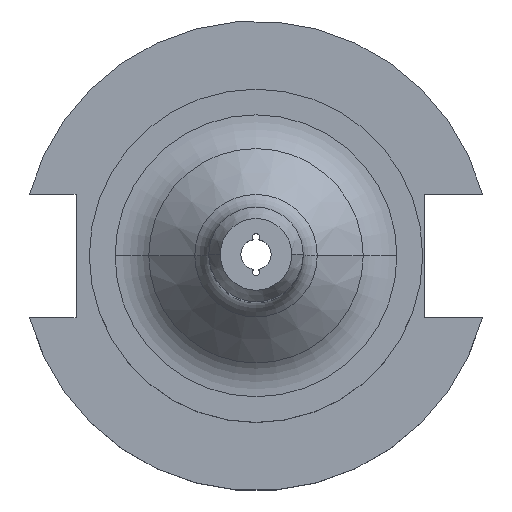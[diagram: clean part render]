
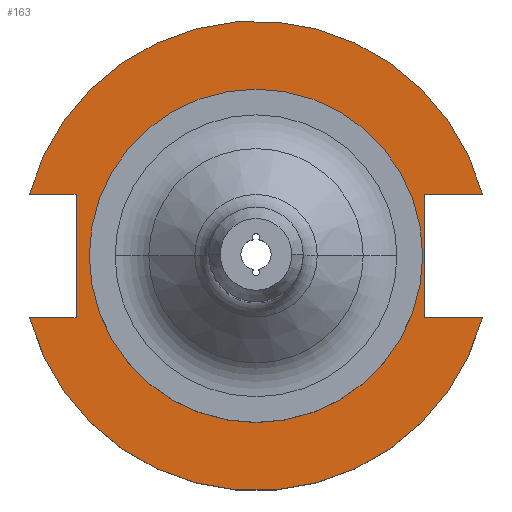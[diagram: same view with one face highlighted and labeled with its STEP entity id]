
A CAD part, top view. The second image highlights one B-rep face of the part: STEP entity #163.
In plain terms, the highlighted planar face has unit normal (0, 0, 1).
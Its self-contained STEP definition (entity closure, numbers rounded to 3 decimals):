
#10 = DIRECTION ( 'NONE',  ( 0., 0., 1. ) ) ;
#17 = VERTEX_POINT ( 'NONE', #1017 ) ;
#50 = DIRECTION ( 'NONE',  ( 1., 0., 0. ) ) ;
#73 = CARTESIAN_POINT ( 'NONE',  ( 47.477, -12.954, 19.05 ) ) ;
#83 = LINE ( 'NONE', #778, #846 ) ;
#162 = EDGE_CURVE ( 'NONE', #1430, #17, #981, .T. ) ;
#163 = ADVANCED_FACE ( 'NONE', ( #489, #1394 ), #836, .T. ) ;
#175 = CARTESIAN_POINT ( 'NONE',  ( 0., 49.212, 19.05 ) ) ;
#212 = VECTOR ( 'NONE', #1537, 1000. ) ;
#226 = VERTEX_POINT ( 'NONE', #660 ) ;
#227 = DIRECTION ( 'NONE',  ( 0., -1., 0. ) ) ;
#246 = CARTESIAN_POINT ( 'NONE',  ( 0., 0., 19.05 ) ) ;
#248 = DIRECTION ( 'NONE',  ( 1., 0., 0. ) ) ;
#274 = EDGE_CURVE ( 'NONE', #1538, #1933, #2050, .T. ) ;
#298 = CARTESIAN_POINT ( 'NONE',  ( -37.719, 12.954, 19.05 ) ) ;
#316 = ORIENTED_EDGE ( 'NONE', *, *, #358, .F. ) ;
#325 = EDGE_CURVE ( 'NONE', #226, #392, #735, .T. ) ;
#353 = DIRECTION ( 'NONE',  ( 1., 0., 0. ) ) ;
#358 = EDGE_CURVE ( 'NONE', #2082, #980, #1842, .T. ) ;
#378 = ORIENTED_EDGE ( 'NONE', *, *, #1598, .T. ) ;
#387 = ORIENTED_EDGE ( 'NONE', *, *, #1383, .F. ) ;
#392 = VERTEX_POINT ( 'NONE', #1011 ) ;
#410 = DIRECTION ( 'NONE',  ( 1., 0., 0. ) ) ;
#452 = DIRECTION ( 'NONE',  ( -1., 0., 0. ) ) ;
#489 = FACE_BOUND ( 'NONE', #969, .T. ) ;
#532 = VECTOR ( 'NONE', #50, 1000. ) ;
#577 = VECTOR ( 'NONE', #1323, 1000. ) ;
#578 = CARTESIAN_POINT ( 'NONE',  ( 0., 0., 19.05 ) ) ;
#590 = EDGE_LOOP ( 'NONE', ( #774, #709, #1703, #1534, #378, #2020, #316, #775 ) ) ;
#594 = AXIS2_PLACEMENT_3D ( 'NONE', #246, #1359, #410 ) ;
#608 = EDGE_CURVE ( 'NONE', #980, #1673, #702, .T. ) ;
#613 = CARTESIAN_POINT ( 'NONE',  ( -37.719, -12.954, 19.05 ) ) ;
#660 = CARTESIAN_POINT ( 'NONE',  ( 35.306, 12.954, 19.05 ) ) ;
#700 = VECTOR ( 'NONE', #353, 1000. ) ;
#702 = LINE ( 'NONE', #1369, #212 ) ;
#709 = ORIENTED_EDGE ( 'NONE', *, *, #1891, .F. ) ;
#735 = LINE ( 'NONE', #1193, #1115 ) ;
#774 = ORIENTED_EDGE ( 'NONE', *, *, #274, .T. ) ;
#775 = ORIENTED_EDGE ( 'NONE', *, *, #1120, .F. ) ;
#778 = CARTESIAN_POINT ( 'NONE',  ( 35.306, 12.954, 19.05 ) ) ;
#810 = CARTESIAN_POINT ( 'NONE',  ( 47.477, 12.954, 19.05 ) ) ;
#831 = DIRECTION ( 'NONE',  ( 1., 0., 0. ) ) ;
#836 = PLANE ( 'NONE',  #1727 ) ;
#846 = VECTOR ( 'NONE', #452, 1000. ) ;
#848 = AXIS2_PLACEMENT_3D ( 'NONE', #954, #2063, #1122 ) ;
#954 = CARTESIAN_POINT ( 'NONE',  ( 0., 0., 19.05 ) ) ;
#969 = EDGE_LOOP ( 'NONE', ( #1207, #387 ) ) ;
#974 = EDGE_CURVE ( 'NONE', #1683, #226, #83, .T. ) ;
#980 = VERTEX_POINT ( 'NONE', #298 ) ;
#981 = CIRCLE ( 'NONE', #1418, 34.925 ) ;
#991 = DIRECTION ( 'NONE',  ( 1., 0., 0. ) ) ;
#1011 = CARTESIAN_POINT ( 'NONE',  ( 35.306, -12.954, 19.05 ) ) ;
#1017 = CARTESIAN_POINT ( 'NONE',  ( -34.925, 0., 19.05 ) ) ;
#1115 = VECTOR ( 'NONE', #227, 1000. ) ;
#1120 = EDGE_CURVE ( 'NONE', #1538, #2082, #1978, .T. ) ;
#1122 = DIRECTION ( 'NONE',  ( 1., 0., 0. ) ) ;
#1136 = CARTESIAN_POINT ( 'NONE',  ( -47.477, 12.954, 19.05 ) ) ;
#1161 = CARTESIAN_POINT ( 'NONE',  ( 0., 0., 19.05 ) ) ;
#1193 = CARTESIAN_POINT ( 'NONE',  ( 35.306, 12.954, 19.05 ) ) ;
#1207 = ORIENTED_EDGE ( 'NONE', *, *, #162, .F. ) ;
#1241 = CARTESIAN_POINT ( 'NONE',  ( -47.477, -12.954, 19.05 ) ) ;
#1323 = DIRECTION ( 'NONE',  ( 0., 1., 0. ) ) ;
#1339 = CARTESIAN_POINT ( 'NONE',  ( 35.306, -12.954, 19.05 ) ) ;
#1359 = DIRECTION ( 'NONE',  ( 0., 0., 1. ) ) ;
#1369 = CARTESIAN_POINT ( 'NONE',  ( -63.719, 12.954, 19.05 ) ) ;
#1383 = EDGE_CURVE ( 'NONE', #17, #1430, #1940, .T. ) ;
#1394 = FACE_OUTER_BOUND ( 'NONE', #590, .T. ) ;
#1418 = AXIS2_PLACEMENT_3D ( 'NONE', #1161, #10, #991 ) ;
#1430 = VERTEX_POINT ( 'NONE', #1852 ) ;
#1485 = CARTESIAN_POINT ( 'NONE',  ( -37.719, 12.954, 19.05 ) ) ;
#1503 = CARTESIAN_POINT ( 'NONE',  ( -63.719, -12.954, 19.05 ) ) ;
#1534 = ORIENTED_EDGE ( 'NONE', *, *, #974, .F. ) ;
#1537 = DIRECTION ( 'NONE',  ( -1., 0., 0. ) ) ;
#1538 = VERTEX_POINT ( 'NONE', #1241 ) ;
#1598 = EDGE_CURVE ( 'NONE', #1683, #1673, #1974, .T. ) ;
#1673 = VERTEX_POINT ( 'NONE', #1136 ) ;
#1676 = DIRECTION ( 'NONE',  ( 0., 0., 1. ) ) ;
#1683 = VERTEX_POINT ( 'NONE', #810 ) ;
#1703 = ORIENTED_EDGE ( 'NONE', *, *, #325, .F. ) ;
#1727 = AXIS2_PLACEMENT_3D ( 'NONE', #175, #1942, #831 ) ;
#1791 = LINE ( 'NONE', #1339, #532 ) ;
#1842 = LINE ( 'NONE', #1485, #577 ) ;
#1852 = CARTESIAN_POINT ( 'NONE',  ( 34.925, 0., 19.05 ) ) ;
#1891 = EDGE_CURVE ( 'NONE', #392, #1933, #1791, .T. ) ;
#1933 = VERTEX_POINT ( 'NONE', #73 ) ;
#1940 = CIRCLE ( 'NONE', #594, 34.925 ) ;
#1942 = DIRECTION ( 'NONE',  ( 0., 0., 1. ) ) ;
#1974 = CIRCLE ( 'NONE', #848, 49.212 ) ;
#1978 = LINE ( 'NONE', #1503, #700 ) ;
#2020 = ORIENTED_EDGE ( 'NONE', *, *, #608, .F. ) ;
#2050 = CIRCLE ( 'NONE', #2066, 49.212 ) ;
#2063 = DIRECTION ( 'NONE',  ( 0., 0., 1. ) ) ;
#2066 = AXIS2_PLACEMENT_3D ( 'NONE', #578, #1676, #248 ) ;
#2082 = VERTEX_POINT ( 'NONE', #613 ) ;
